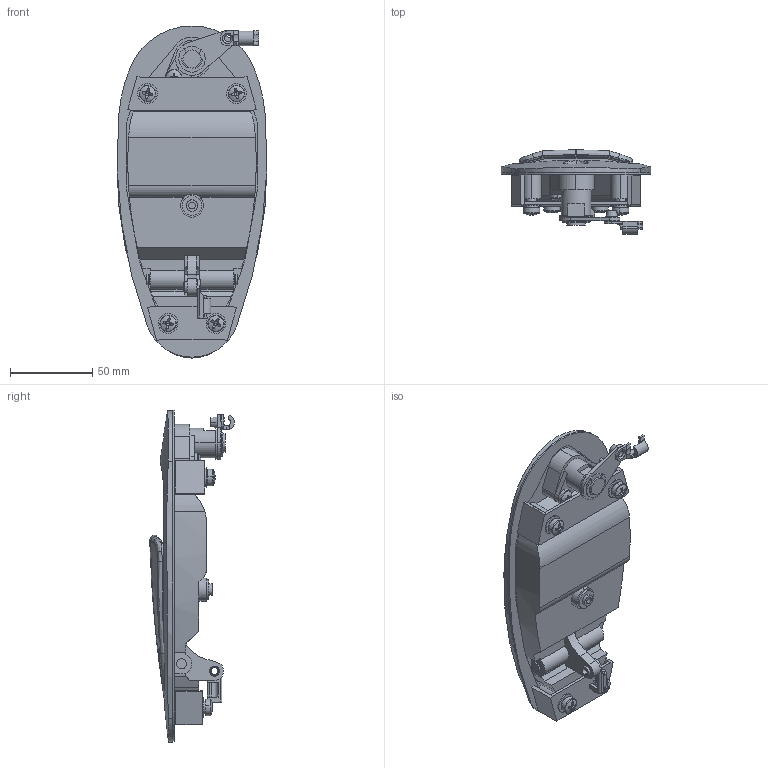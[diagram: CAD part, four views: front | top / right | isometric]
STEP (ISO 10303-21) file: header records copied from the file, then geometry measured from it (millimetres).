
FILE_DESCRIPTION (( 'STEP AP203' ), '1' );
FILE_NAME ('AP-867.STEP', '2021-08-04T03:53:42', ( '' ), ( '' ), 'SwSTEP 2.0', 'SolidWorks 2018', '' );
FILE_SCHEMA (( 'CONFIG_CONTROL_DESIGN' ));
Length unit declared in the file: millimetre
Products named in the file (16): AP-867本体_; AC-25-Q-4; AP-867キーユニット_; AP-867シャフト_; AP-867ブラケット__リアブラケット; AP-867; スプリングワッシャーM6_AP-867; キャップ（爪曲げ状態）; AP-867ハンドル; 廫帤寠晅側傋偹偠M5_M5 x 10; 廫帤寠晅側傋偹偠M6_M6 x 12; 平ワッシャーM6小型丸_M6小形-JIS B 1256; Φ8用E形止め輪; AP-867ブラケット__フロントブラケット; AC-25-Q-14_公開用
Assembly tree (24 placements, depth 2):
  AP-867
    AP-867本体_
    AP-867ハンドル
    AP-867ブラケット__リアブラケット
    AP-867ブラケット__フロントブラケット
    AP-867キーユニット_
    AP-867
    廫帤寠晅側傋偹偠M5_M5 x 10
    スプリングワッシャーM6_AP-867  x4
    平ワッシャーM6小型丸_M6小形-JIS B 1256  x4
    廫帤寠晅側傋偹偠M6_M6 x 12  x4
    AC-25-Q-4
    AC-25-Q-14_公開用
    AP-867シャフト_
    Φ8用E形止め輪
    キャップ（爪曲げ状態）
Bounding box: 90.98 x 51.37 x 201.5 mm (x, y, z)
Volume: 137360.4 mm3; surface area: 92446.1 mm2
Topology: 24 solids, 24 shells, 761 faces, 1942 edges, 1246 vertices
Faces by surface type: plane 356, cylinder 266, bspline 73, cone 33, torus 21, sphere 12
Entity records: 24682 total; most frequent: CARTESIAN_POINT 7512, ORIENTED_EDGE 3256, DIRECTION 3148, EDGE_CURVE 1628, AXIS2_PLACEMENT_3D 1189, VERTEX_POINT 1051, VECTOR 770, LINE 770
